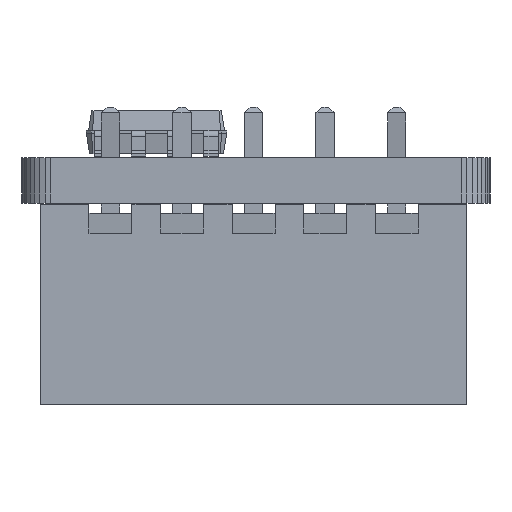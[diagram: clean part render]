
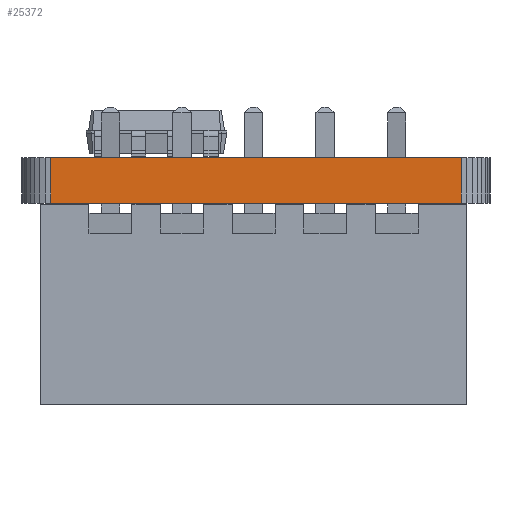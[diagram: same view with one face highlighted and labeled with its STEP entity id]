
A CAD part, left-side view. The second image highlights one B-rep face of the part: STEP entity #25372.
In plain terms, the highlighted planar face has unit normal (-1, 0, 0).
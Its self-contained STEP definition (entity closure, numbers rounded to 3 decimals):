
#22338 = PLANE('',#22339);
#22339 = AXIS2_PLACEMENT_3D('',#22340,#22341,#22342);
#22340 = CARTESIAN_POINT('',(7.948,-8.835,1.58));
#22341 = DIRECTION('',(-0.,-0.,-1.));
#22342 = DIRECTION('',(-1.,0.,0.));
#22392 = PLANE('',#22393);
#22393 = AXIS2_PLACEMENT_3D('',#22394,#22395,#22396);
#22394 = CARTESIAN_POINT('',(7.948,-8.835,0.));
#22395 = DIRECTION('',(-0.,-0.,-1.));
#22396 = DIRECTION('',(-1.,0.,0.));
#23173 = VERTEX_POINT('',#23174);
#23174 = CARTESIAN_POINT('',(-10.255,-16.01,0.));
#23188 = PLANE('',#23189);
#23189 = AXIS2_PLACEMENT_3D('',#23190,#23191,#23192);
#23190 = CARTESIAN_POINT('',(-10.236,-16.205,0.));
#23191 = DIRECTION('',(-0.995,-0.098,0.));
#23192 = DIRECTION('',(-0.098,0.995,0.));
#23200 = EDGE_CURVE('',#23173,#23201,#23203,.T.);
#23201 = VERTEX_POINT('',#23202);
#23202 = CARTESIAN_POINT('',(-10.255,-1.66,0.));
#23203 = SURFACE_CURVE('',#23204,(#23208,#23215),.PCURVE_S1.);
#23204 = LINE('',#23205,#23206);
#23205 = CARTESIAN_POINT('',(-10.255,-16.01,0.));
#23206 = VECTOR('',#23207,1.);
#23207 = DIRECTION('',(0.,1.,0.));
#23208 = PCURVE('',#22392,#23209);
#23209 = DEFINITIONAL_REPRESENTATION('',(#23210),#23214);
#23210 = LINE('',#23211,#23212);
#23211 = CARTESIAN_POINT('',(18.203,-7.175));
#23212 = VECTOR('',#23213,1.);
#23213 = DIRECTION('',(0.,1.));
#23214 = ( GEOMETRIC_REPRESENTATION_CONTEXT(2) 
PARAMETRIC_REPRESENTATION_CONTEXT() REPRESENTATION_CONTEXT('2D SPACE',''
  ) );
#23215 = PCURVE('',#23216,#23221);
#23216 = PLANE('',#23217);
#23217 = AXIS2_PLACEMENT_3D('',#23218,#23219,#23220);
#23218 = CARTESIAN_POINT('',(-10.255,-16.01,0.));
#23219 = DIRECTION('',(-1.,0.,0.));
#23220 = DIRECTION('',(0.,1.,0.));
#23221 = DEFINITIONAL_REPRESENTATION('',(#23222),#23226);
#23222 = LINE('',#23223,#23224);
#23223 = CARTESIAN_POINT('',(0.,0.));
#23224 = VECTOR('',#23225,1.);
#23225 = DIRECTION('',(1.,0.));
#23226 = ( GEOMETRIC_REPRESENTATION_CONTEXT(2) 
PARAMETRIC_REPRESENTATION_CONTEXT() REPRESENTATION_CONTEXT('2D SPACE',''
  ) );
#23244 = PLANE('',#23245);
#23245 = AXIS2_PLACEMENT_3D('',#23246,#23247,#23248);
#23246 = CARTESIAN_POINT('',(-10.255,-1.66,0.));
#23247 = DIRECTION('',(-0.995,0.098,0.));
#23248 = DIRECTION('',(0.098,0.995,0.));
#24336 = VERTEX_POINT('',#24337);
#24337 = CARTESIAN_POINT('',(-10.255,-16.01,1.58));
#24358 = EDGE_CURVE('',#24336,#24359,#24361,.T.);
#24359 = VERTEX_POINT('',#24360);
#24360 = CARTESIAN_POINT('',(-10.255,-1.66,1.58));
#24361 = SURFACE_CURVE('',#24362,(#24366,#24373),.PCURVE_S1.);
#24362 = LINE('',#24363,#24364);
#24363 = CARTESIAN_POINT('',(-10.255,-16.01,1.58));
#24364 = VECTOR('',#24365,1.);
#24365 = DIRECTION('',(0.,1.,0.));
#24366 = PCURVE('',#22338,#24367);
#24367 = DEFINITIONAL_REPRESENTATION('',(#24368),#24372);
#24368 = LINE('',#24369,#24370);
#24369 = CARTESIAN_POINT('',(18.203,-7.175));
#24370 = VECTOR('',#24371,1.);
#24371 = DIRECTION('',(0.,1.));
#24372 = ( GEOMETRIC_REPRESENTATION_CONTEXT(2) 
PARAMETRIC_REPRESENTATION_CONTEXT() REPRESENTATION_CONTEXT('2D SPACE',''
  ) );
#24373 = PCURVE('',#23216,#24374);
#24374 = DEFINITIONAL_REPRESENTATION('',(#24375),#24379);
#24375 = LINE('',#24376,#24377);
#24376 = CARTESIAN_POINT('',(0.,-1.58));
#24377 = VECTOR('',#24378,1.);
#24378 = DIRECTION('',(1.,0.));
#24379 = ( GEOMETRIC_REPRESENTATION_CONTEXT(2) 
PARAMETRIC_REPRESENTATION_CONTEXT() REPRESENTATION_CONTEXT('2D SPACE',''
  ) );
#25322 = EDGE_CURVE('',#23201,#24359,#25323,.T.);
#25323 = SURFACE_CURVE('',#25324,(#25328,#25335),.PCURVE_S1.);
#25324 = LINE('',#25325,#25326);
#25325 = CARTESIAN_POINT('',(-10.255,-1.66,0.));
#25326 = VECTOR('',#25327,1.);
#25327 = DIRECTION('',(0.,0.,1.));
#25328 = PCURVE('',#23244,#25329);
#25329 = DEFINITIONAL_REPRESENTATION('',(#25330),#25334);
#25330 = LINE('',#25331,#25332);
#25331 = CARTESIAN_POINT('',(0.,0.));
#25332 = VECTOR('',#25333,1.);
#25333 = DIRECTION('',(0.,-1.));
#25334 = ( GEOMETRIC_REPRESENTATION_CONTEXT(2) 
PARAMETRIC_REPRESENTATION_CONTEXT() REPRESENTATION_CONTEXT('2D SPACE',''
  ) );
#25335 = PCURVE('',#23216,#25336);
#25336 = DEFINITIONAL_REPRESENTATION('',(#25337),#25341);
#25337 = LINE('',#25338,#25339);
#25338 = CARTESIAN_POINT('',(14.35,0.));
#25339 = VECTOR('',#25340,1.);
#25340 = DIRECTION('',(0.,-1.));
#25341 = ( GEOMETRIC_REPRESENTATION_CONTEXT(2) 
PARAMETRIC_REPRESENTATION_CONTEXT() REPRESENTATION_CONTEXT('2D SPACE',''
  ) );
#25372 = ADVANCED_FACE('',(#25373),#23216,.T.);
#25373 = FACE_BOUND('',#25374,.T.);
#25374 = EDGE_LOOP('',(#25375,#25396,#25397,#25398));
#25375 = ORIENTED_EDGE('',*,*,#25376,.T.);
#25376 = EDGE_CURVE('',#23173,#24336,#25377,.T.);
#25377 = SURFACE_CURVE('',#25378,(#25382,#25389),.PCURVE_S1.);
#25378 = LINE('',#25379,#25380);
#25379 = CARTESIAN_POINT('',(-10.255,-16.01,0.));
#25380 = VECTOR('',#25381,1.);
#25381 = DIRECTION('',(0.,0.,1.));
#25382 = PCURVE('',#23216,#25383);
#25383 = DEFINITIONAL_REPRESENTATION('',(#25384),#25388);
#25384 = LINE('',#25385,#25386);
#25385 = CARTESIAN_POINT('',(0.,0.));
#25386 = VECTOR('',#25387,1.);
#25387 = DIRECTION('',(0.,-1.));
#25388 = ( GEOMETRIC_REPRESENTATION_CONTEXT(2) 
PARAMETRIC_REPRESENTATION_CONTEXT() REPRESENTATION_CONTEXT('2D SPACE',''
  ) );
#25389 = PCURVE('',#23188,#25390);
#25390 = DEFINITIONAL_REPRESENTATION('',(#25391),#25395);
#25391 = LINE('',#25392,#25393);
#25392 = CARTESIAN_POINT('',(0.196,0.));
#25393 = VECTOR('',#25394,1.);
#25394 = DIRECTION('',(0.,-1.));
#25395 = ( GEOMETRIC_REPRESENTATION_CONTEXT(2) 
PARAMETRIC_REPRESENTATION_CONTEXT() REPRESENTATION_CONTEXT('2D SPACE',''
  ) );
#25396 = ORIENTED_EDGE('',*,*,#24358,.T.);
#25397 = ORIENTED_EDGE('',*,*,#25322,.F.);
#25398 = ORIENTED_EDGE('',*,*,#23200,.F.);
